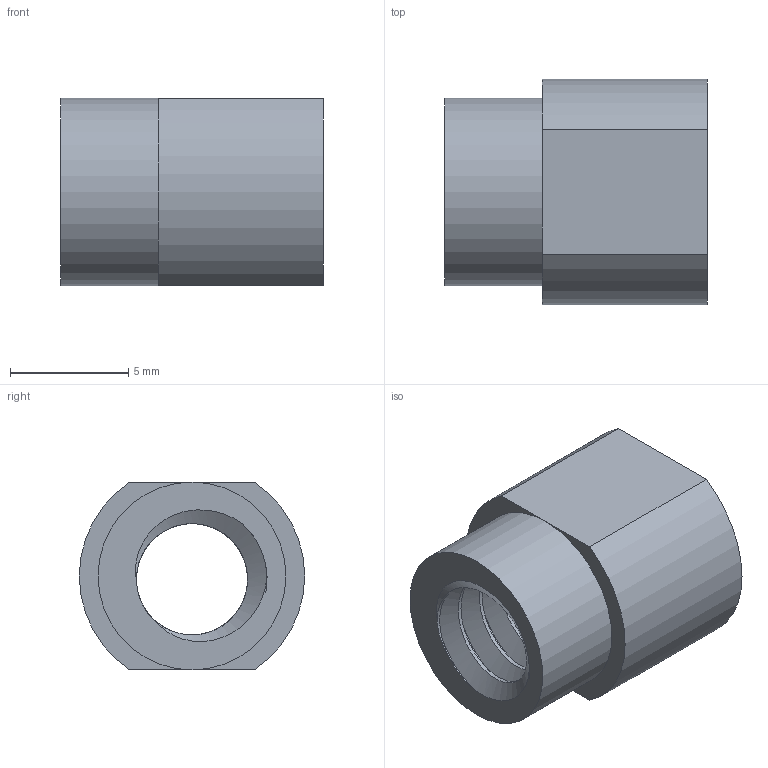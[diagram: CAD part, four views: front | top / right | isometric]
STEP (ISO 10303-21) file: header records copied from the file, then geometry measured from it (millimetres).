
FILE_DESCRIPTION(('HOOPS Exchange Step'),'2;1');
FILE_NAME('temp_export','2022-12-07T16:31:42-06:00',('jonat'),('Shapr3D Limited'),'HOOPS Exchange 2022.0','Shapr3D','Authorized');
FILE_SCHEMA( ('AUTOMOTIVE_DESIGN { 1 0 10303 214 1 1 1 1 }') );
Length unit declared in the file: millimetre
Products named in the file (1): Plug
Bounding box: 11.11 x 9.53 x 7.94 mm (x, y, z)
Volume: 393 mm3; surface area: 728.3 mm2
Topology: 1 solids, 1 shells, 21 faces, 54 edges, 35 vertices
Faces by surface type: cylinder 12, plane 6, bspline 3
Full cylindrical faces by diameter (mm): 6.35 x7, 7.938 x1
Entity records: 4502 total; most frequent: CARTESIAN_POINT 4020, ORIENTED_EDGE 108, DIRECTION 75, EDGE_CURVE 54, VERTEX_POINT 35, AXIS2_PLACEMENT_3D 28, EDGE_LOOP 23, FACE_BOUND 23
